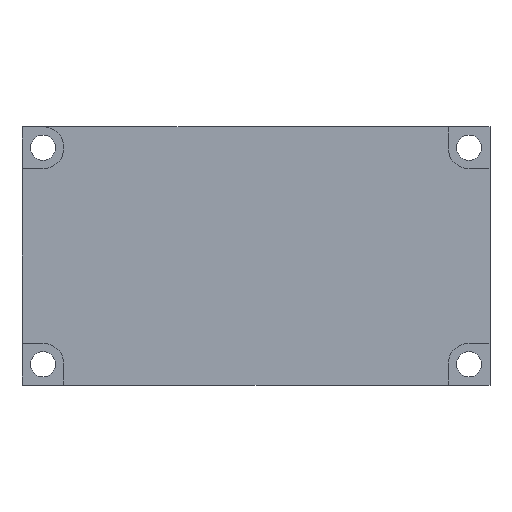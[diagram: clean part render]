
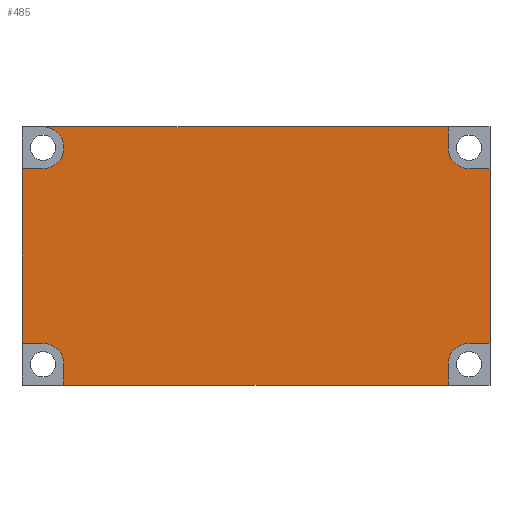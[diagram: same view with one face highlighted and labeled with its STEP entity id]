
A CAD part, top view. The second image highlights one B-rep face of the part: STEP entity #485.
In plain terms, the highlighted planar face has unit normal (0, 0, 1).
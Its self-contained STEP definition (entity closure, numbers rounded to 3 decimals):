
#23=CIRCLE('',#523,3.);
#26=CIRCLE('',#528,3.);
#27=CIRCLE('',#529,3.);
#28=CIRCLE('',#530,3.);
#51=FACE_OUTER_BOUND('',#77,.T.);
#77=EDGE_LOOP('',(#344,#345,#346,#347,#348,#349,#350,#351,#352,#353,#354,
#355,#356,#357,#358));
#105=LINE('',#702,#158);
#109=LINE('',#711,#162);
#115=LINE('',#728,#168);
#116=LINE('',#730,#169);
#117=LINE('',#734,#170);
#118=LINE('',#736,#171);
#119=LINE('',#738,#172);
#120=LINE('',#742,#173);
#121=LINE('',#744,#174);
#122=LINE('',#748,#175);
#123=LINE('',#749,#176);
#158=VECTOR('',#565,10.);
#162=VECTOR('',#571,10.);
#168=VECTOR('',#589,10.);
#169=VECTOR('',#590,10.);
#170=VECTOR('',#593,10.);
#171=VECTOR('',#594,10.);
#172=VECTOR('',#595,10.);
#173=VECTOR('',#598,10.);
#174=VECTOR('',#599,10.);
#175=VECTOR('',#602,10.);
#176=VECTOR('',#603,10.);
#211=VERTEX_POINT('',#700);
#212=VERTEX_POINT('',#701);
#215=VERTEX_POINT('',#709);
#216=VERTEX_POINT('',#710);
#221=VERTEX_POINT('',#727);
#222=VERTEX_POINT('',#729);
#223=VERTEX_POINT('',#731);
#224=VERTEX_POINT('',#733);
#225=VERTEX_POINT('',#735);
#226=VERTEX_POINT('',#737);
#227=VERTEX_POINT('',#739);
#228=VERTEX_POINT('',#741);
#229=VERTEX_POINT('',#743);
#230=VERTEX_POINT('',#745);
#231=VERTEX_POINT('',#747);
#257=EDGE_CURVE('',#211,#212,#105,.T.);
#261=EDGE_CURVE('',#215,#216,#109,.T.);
#265=EDGE_CURVE('',#216,#211,#23,.T.);
#270=EDGE_CURVE('',#212,#221,#115,.T.);
#271=EDGE_CURVE('',#221,#222,#116,.T.);
#272=EDGE_CURVE('',#222,#223,#26,.T.);
#273=EDGE_CURVE('',#223,#224,#117,.T.);
#274=EDGE_CURVE('',#224,#225,#118,.T.);
#275=EDGE_CURVE('',#225,#226,#119,.T.);
#276=EDGE_CURVE('',#226,#227,#27,.T.);
#277=EDGE_CURVE('',#227,#228,#120,.T.);
#278=EDGE_CURVE('',#228,#229,#121,.T.);
#279=EDGE_CURVE('',#229,#230,#28,.T.);
#280=EDGE_CURVE('',#230,#231,#122,.T.);
#281=EDGE_CURVE('',#231,#215,#123,.T.);
#344=ORIENTED_EDGE('',*,*,#261,.T.);
#345=ORIENTED_EDGE('',*,*,#265,.T.);
#346=ORIENTED_EDGE('',*,*,#257,.T.);
#347=ORIENTED_EDGE('',*,*,#270,.T.);
#348=ORIENTED_EDGE('',*,*,#271,.T.);
#349=ORIENTED_EDGE('',*,*,#272,.T.);
#350=ORIENTED_EDGE('',*,*,#273,.T.);
#351=ORIENTED_EDGE('',*,*,#274,.T.);
#352=ORIENTED_EDGE('',*,*,#275,.T.);
#353=ORIENTED_EDGE('',*,*,#276,.T.);
#354=ORIENTED_EDGE('',*,*,#277,.T.);
#355=ORIENTED_EDGE('',*,*,#278,.T.);
#356=ORIENTED_EDGE('',*,*,#279,.T.);
#357=ORIENTED_EDGE('',*,*,#280,.T.);
#358=ORIENTED_EDGE('',*,*,#281,.T.);
#467=PLANE('',#527);
#485=ADVANCED_FACE('',(#51),#467,.T.);
#523=AXIS2_PLACEMENT_3D('',#718,#577,#578);
#527=AXIS2_PLACEMENT_3D('',#726,#587,#588);
#528=AXIS2_PLACEMENT_3D('',#732,#591,#592);
#529=AXIS2_PLACEMENT_3D('',#740,#596,#597);
#530=AXIS2_PLACEMENT_3D('',#746,#600,#601);
#565=DIRECTION('',(0.,-1.,0.));
#571=DIRECTION('',(1.,0.,0.));
#577=DIRECTION('center_axis',(0.,0.,-1.));
#578=DIRECTION('ref_axis',(-1.,0.,0.));
#587=DIRECTION('center_axis',(0.,0.,1.));
#588=DIRECTION('ref_axis',(1.,0.,0.));
#589=DIRECTION('',(1.,0.,0.));
#590=DIRECTION('',(0.,1.,0.));
#591=DIRECTION('center_axis',(0.,0.,-1.));
#592=DIRECTION('ref_axis',(-1.,0.,0.));
#593=DIRECTION('',(1.,0.,0.));
#594=DIRECTION('',(0.,1.,0.));
#595=DIRECTION('',(-1.,0.,0.));
#596=DIRECTION('center_axis',(0.,0.,-1.));
#597=DIRECTION('ref_axis',(-1.,0.,0.));
#598=DIRECTION('',(0.,1.,0.));
#599=DIRECTION('',(-1.,0.,0.));
#600=DIRECTION('center_axis',(0.,0.,-1.));
#601=DIRECTION('ref_axis',(-1.,0.,0.));
#602=DIRECTION('',(-1.,0.,0.));
#603=DIRECTION('',(0.,-1.,0.));
#700=CARTESIAN_POINT('',(3.,0.,2.));
#701=CARTESIAN_POINT('',(3.,-3.,2.));
#702=CARTESIAN_POINT('',(3.,6.25,2.));
#709=CARTESIAN_POINT('',(-3.,3.,2.));
#710=CARTESIAN_POINT('',(0.,3.,2.));
#711=CARTESIAN_POINT('',(15.25,3.,2.));
#718=CARTESIAN_POINT('Origin',(0.,0.,2.));
#726=CARTESIAN_POINT('Origin',(30.5,15.5,2.));
#727=CARTESIAN_POINT('',(58.,-3.,2.));
#728=CARTESIAN_POINT('',(64.,-3.,2.));
#729=CARTESIAN_POINT('',(58.,0.,2.));
#730=CARTESIAN_POINT('',(58.,7.75,2.));
#731=CARTESIAN_POINT('',(61.,3.,2.));
#732=CARTESIAN_POINT('Origin',(61.,0.,2.));
#733=CARTESIAN_POINT('',(64.,3.,2.));
#734=CARTESIAN_POINT('',(47.25,3.,2.));
#735=CARTESIAN_POINT('',(64.,28.,2.));
#736=CARTESIAN_POINT('',(64.,34.,2.));
#737=CARTESIAN_POINT('',(61.,28.,2.));
#738=CARTESIAN_POINT('',(45.75,28.,2.));
#739=CARTESIAN_POINT('',(58.,31.,2.));
#740=CARTESIAN_POINT('Origin',(61.,31.,2.));
#741=CARTESIAN_POINT('',(58.,34.,2.));
#742=CARTESIAN_POINT('',(58.,24.75,2.));
#743=CARTESIAN_POINT('',(0.,34.,2.));
#744=CARTESIAN_POINT('',(-3.,34.,2.));
#745=CARTESIAN_POINT('',(0.,28.,2.));
#746=CARTESIAN_POINT('Origin',(0.,31.,2.));
#747=CARTESIAN_POINT('',(-3.,28.,2.));
#748=CARTESIAN_POINT('',(13.75,28.,2.));
#749=CARTESIAN_POINT('',(-3.,-3.,2.));
